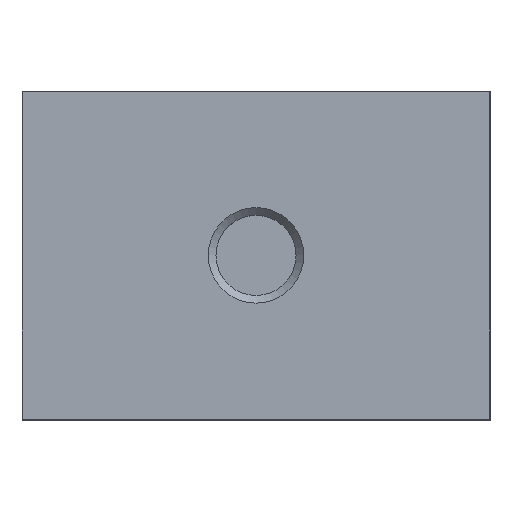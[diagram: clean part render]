
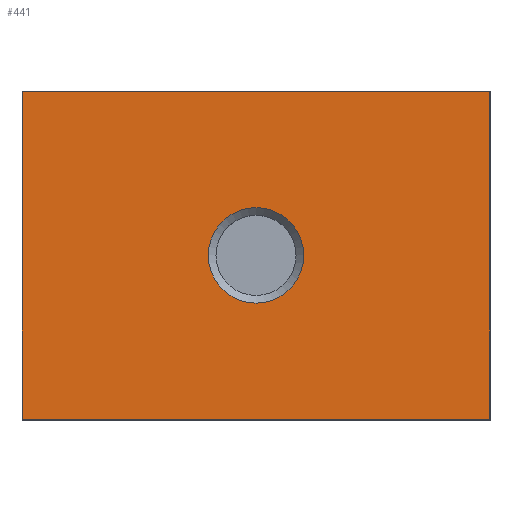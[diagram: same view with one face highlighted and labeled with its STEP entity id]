
A CAD part, top view. The second image highlights one B-rep face of the part: STEP entity #441.
In plain terms, the highlighted planar face has unit normal (0, 0, 1).
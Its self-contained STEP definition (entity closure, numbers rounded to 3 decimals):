
#230=CARTESIAN_POINT('',(5.1,0.0,40.));
#231=VERTEX_POINT('',#230);
#232=CARTESIAN_POINT('',(0.0,0.0,40.));
#233=DIRECTION('',(0.0,0.0,-1.0));
#234=DIRECTION('',(1.0,0.0,0.0));
#235=AXIS2_PLACEMENT_3D('',#232,#233,#234);
#236=CIRCLE('',#235,5.1);
#237=EDGE_CURVE('',#231,#231,#236,.T.);
#308=CARTESIAN_POINT('',(25.,17.5,40.));
#309=VERTEX_POINT('',#308);
#310=CARTESIAN_POINT('',(25.,-17.5,40.));
#311=VERTEX_POINT('',#310);
#312=CARTESIAN_POINT('',(25.,17.5,40.));
#313=DIRECTION('',(0.0,-1.0,0.0));
#314=VECTOR('',#313,35.);
#315=LINE('',#312,#314);
#316=EDGE_CURVE('',#309,#311,#315,.T.);
#348=CARTESIAN_POINT('',(-25.,-17.5,40.));
#349=VERTEX_POINT('',#348);
#350=CARTESIAN_POINT('',(25.,-17.5,40.));
#351=DIRECTION('',(-1.0,0.0,0.0));
#352=VECTOR('',#351,50.);
#353=LINE('',#350,#352);
#354=EDGE_CURVE('',#311,#349,#353,.T.);
#379=CARTESIAN_POINT('',(-25.,17.5,40.));
#380=VERTEX_POINT('',#379);
#381=CARTESIAN_POINT('',(-25.,-17.5,40.));
#382=DIRECTION('',(0.0,1.0,0.0));
#383=VECTOR('',#382,35.);
#384=LINE('',#381,#383);
#385=EDGE_CURVE('',#349,#380,#384,.T.);
#410=CARTESIAN_POINT('',(-25.,17.5,40.));
#411=DIRECTION('',(1.0,0.0,0.0));
#412=VECTOR('',#411,50.);
#413=LINE('',#410,#412);
#414=EDGE_CURVE('',#380,#309,#413,.T.);
#427=CARTESIAN_POINT('',(0.,0.,40.));
#428=DIRECTION('',(0.0,0.0,1.0));
#429=DIRECTION('',(1.0,0.0,0.0));
#430=AXIS2_PLACEMENT_3D('',#427,#428,#429);
#431=PLANE('',#430);
#432=ORIENTED_EDGE('',*,*,#316,.F.);
#433=ORIENTED_EDGE('',*,*,#414,.F.);
#434=ORIENTED_EDGE('',*,*,#385,.F.);
#435=ORIENTED_EDGE('',*,*,#354,.F.);
#436=EDGE_LOOP('',(#432,#433,#434,#435));
#437=FACE_OUTER_BOUND('',#436,.T.);
#438=ORIENTED_EDGE('',*,*,#237,.T.);
#439=EDGE_LOOP('',(#438));
#440=FACE_BOUND('',#439,.T.);
#441=ADVANCED_FACE('',(#437,#440),#431,.T.);
